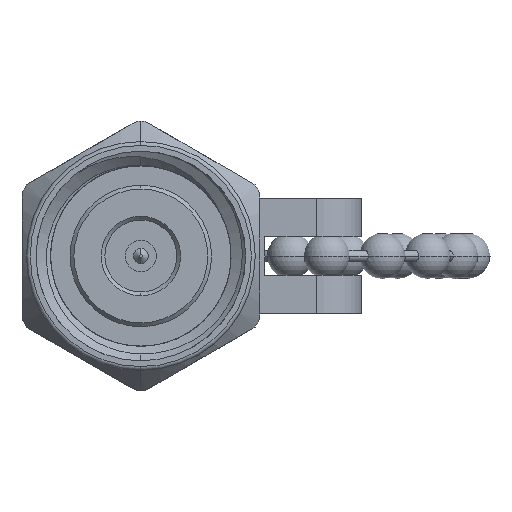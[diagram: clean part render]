
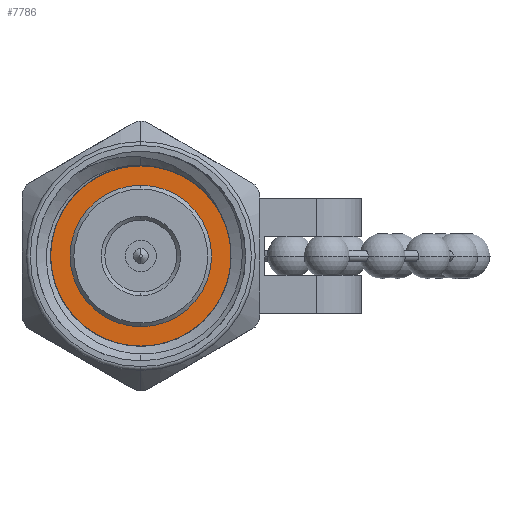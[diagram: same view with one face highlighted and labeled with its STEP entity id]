
A CAD part, left-side view. The second image highlights one B-rep face of the part: STEP entity #7786.
In plain terms, the highlighted planar face has unit normal (-1, 0, 0).
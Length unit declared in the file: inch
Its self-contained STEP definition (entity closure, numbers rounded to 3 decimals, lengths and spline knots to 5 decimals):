
#242 = CIRCLE ( 'NONE', #8088, 0.1378 ) ;
#379 = CARTESIAN_POINT ( 'NONE',  ( -0.17283, 0., -0.09301 ) ) ;
#545 = CARTESIAN_POINT ( 'NONE',  ( -0.17283, -0.06523, 0.11679 ) ) ;
#569 = DIRECTION ( 'NONE',  ( 0., 0., 1. ) ) ;
#610 = B_SPLINE_CURVE_WITH_KNOTS ( 'NONE', 3,
 ( #4306, #11193, #12008, #7076, #5298, #3159 ),
 .UNSPECIFIED., .F., .F.,
 ( 4, 2, 4 ),
 ( 0., 0.00118, 0.00237 ),
 .UNSPECIFIED. ) ;
#630 = CARTESIAN_POINT ( 'NONE',  ( -0.17283, -0.08387, -0.08387 ) ) ;
#715 = CARTESIAN_POINT ( 'NONE',  ( -0.17283, -0.10149, -0.06581 ) ) ;
#728 = DIRECTION ( 'NONE',  ( -1., 0., 0. ) ) ;
#1255 = CARTESIAN_POINT ( 'NONE',  ( -0.17283, 0., 0.09301 ) ) ;
#1284 = DIRECTION ( 'NONE',  ( -1., 0., 0. ) ) ;
#1585 = CARTESIAN_POINT ( 'NONE',  ( -0.17283, -0.12781, 0.00468 ) ) ;
#1669 = CARTESIAN_POINT ( 'NONE',  ( -0.17283, -0.10514, 0.07704 ) ) ;
#2275 = AXIS2_PLACEMENT_3D ( 'NONE', #10658, #9759, #7677 ) ;
#2411 = CARTESIAN_POINT ( 'NONE',  ( -0.17283, 0., 0. ) ) ;
#2601 = ORIENTED_EDGE ( 'NONE', *, *, #6042, .T. ) ;
#2621 = CARTESIAN_POINT ( 'NONE',  ( -0.17283, 0., -0.11862 ) ) ;
#3026 = EDGE_CURVE ( 'NONE', #11088, #6390, #7217, .T. ) ;
#3034 = EDGE_LOOP ( 'NONE', ( #2601, #3967, #6349, #6273 ) ) ;
#3159 = CARTESIAN_POINT ( 'NONE',  ( -0.17283, -0.08387, -0.08387 ) ) ;
#3559 = CARTESIAN_POINT ( 'NONE',  ( -0.17283, -0.04863, 0.12588 ) ) ;
#3758 = CARTESIAN_POINT ( 'NONE',  ( -0.17283, 0., 0.1378 ) ) ;
#3967 = ORIENTED_EDGE ( 'NONE', *, *, #4442, .T. ) ;
#4306 = CARTESIAN_POINT ( 'NONE',  ( -0.17283, 0., -0.11862 ) ) ;
#4442 = EDGE_CURVE ( 'NONE', #10348, #6105, #6726, .T. ) ;
#4553 = EDGE_CURVE ( 'NONE', #7644, #9134, #7447, .T. ) ;
#4579 = CARTESIAN_POINT ( 'NONE',  ( -0.17283, -0.11144, 0.06606 ) ) ;
#4615 = AXIS2_PLACEMENT_3D ( 'NONE', #2411, #1284, #9145 ) ;
#4620 = CARTESIAN_POINT ( 'NONE',  ( -0.17283, -0.11452, -0.04403 ) ) ;
#4716 = AXIS2_PLACEMENT_3D ( 'NONE', #10220, #8307, #569 ) ;
#5096 = EDGE_CURVE ( 'NONE', #6390, #11088, #7321, .T. ) ;
#5298 = CARTESIAN_POINT ( 'NONE',  ( -0.17283, -0.07288, -0.09487 ) ) ;
#5489 = CARTESIAN_POINT ( 'NONE',  ( -0.17283, -0.11419, 0.0603 ) ) ;
#5532 = CARTESIAN_POINT ( 'NONE',  ( -0.17283, -0.04276, 0.12841 ) ) ;
#5617 = CARTESIAN_POINT ( 'NONE',  ( -0.17283, -0.11925, -0.03228 ) ) ;
#6042 = EDGE_CURVE ( 'NONE', #9134, #10348, #242, .T. ) ;
#6105 = VERTEX_POINT ( 'NONE', #2621 ) ;
#6273 = ORIENTED_EDGE ( 'NONE', *, *, #4553, .T. ) ;
#6349 = ORIENTED_EDGE ( 'NONE', *, *, #11890, .T. ) ;
#6390 = VERTEX_POINT ( 'NONE', #379 ) ;
#6596 = CARTESIAN_POINT ( 'NONE',  ( -0.17283, 0., 0.1378 ) ) ;
#6726 = LINE ( 'NONE', #11453, #9808 ) ;
#6831 = PLANE ( 'NONE',  #2275 ) ;
#7076 = CARTESIAN_POINT ( 'NONE',  ( -0.17283, -0.05976, -0.10364 ) ) ;
#7217 = CIRCLE ( 'NONE', #4615, 0.09301 ) ;
#7321 = CIRCLE ( 'NONE', #4716, 0.09301 ) ;
#7432 = FACE_BOUND ( 'NONE', #9949, .T. ) ;
#7447 = B_SPLINE_CURVE_WITH_KNOTS ( 'NONE', 3,
 ( #630, #10486, #715, #4620, #5617, #1585, #7553, #5489, #4579, #1669, #9440, #11424, #12448, #545, #8407, #3559, #5532, #7508, #12362, #6596 ),
 .UNSPECIFIED., .F., .F.,
 ( 4, 2, 2, 2, 2, 2, 2, 2, 2, 4 ),
 ( 0., 0.00096, 0.00191, 0.00383, 0.00431, 0.00479, 0.00574, 0.00622, 0.0067, 0.00766 ),
 .UNSPECIFIED. ) ;
#7508 = CARTESIAN_POINT ( 'NONE',  ( -0.17283, -0.02498, 0.13462 ) ) ;
#7553 = CARTESIAN_POINT ( 'NONE',  ( -0.17283, -0.12564, 0.03101 ) ) ;
#7558 = CARTESIAN_POINT ( 'NONE',  ( -0.17283, -0.08387, -0.08387 ) ) ;
#7644 = VERTEX_POINT ( 'NONE', #7558 ) ;
#7677 = DIRECTION ( 'NONE',  ( 0., 0., 1. ) ) ;
#7786 = ADVANCED_FACE ( 'NONE', ( #7432, #8202 ), #6831, .T. ) ;
#7787 = ORIENTED_EDGE ( 'NONE', *, *, #3026, .F. ) ;
#8088 = AXIS2_PLACEMENT_3D ( 'NONE', #11523, #728, #12638 ) ;
#8202 = FACE_OUTER_BOUND ( 'NONE', #3034, .T. ) ;
#8307 = DIRECTION ( 'NONE',  ( -1., 0., 0. ) ) ;
#8407 = CARTESIAN_POINT ( 'NONE',  ( -0.17283, -0.05986, 0.12007 ) ) ;
#8562 = DIRECTION ( 'NONE',  ( 0., 0., 1. ) ) ;
#9134 = VERTEX_POINT ( 'NONE', #3758 ) ;
#9145 = DIRECTION ( 'NONE',  ( 0., 0., 1. ) ) ;
#9440 = CARTESIAN_POINT ( 'NONE',  ( -0.17283, -0.10161, 0.08225 ) ) ;
#9759 = DIRECTION ( 'NONE',  ( -1., 0., 0. ) ) ;
#9808 = VECTOR ( 'NONE', #8562, 39.37008 ) ;
#9949 = EDGE_LOOP ( 'NONE', ( #10525, #7787 ) ) ;
#10220 = CARTESIAN_POINT ( 'NONE',  ( -0.17283, 0., 0. ) ) ;
#10348 = VERTEX_POINT ( 'NONE', #11835 ) ;
#10486 = CARTESIAN_POINT ( 'NONE',  ( -0.17283, -0.09345, -0.07547 ) ) ;
#10525 = ORIENTED_EDGE ( 'NONE', *, *, #5096, .F. ) ;
#10658 = CARTESIAN_POINT ( 'NONE',  ( -0.17283, 0., 0. ) ) ;
#11088 = VERTEX_POINT ( 'NONE', #1255 ) ;
#11193 = CARTESIAN_POINT ( 'NONE',  ( -0.17283, -0.01555, -0.11862 ) ) ;
#11424 = CARTESIAN_POINT ( 'NONE',  ( -0.17283, -0.08994, 0.09703 ) ) ;
#11453 = CARTESIAN_POINT ( 'NONE',  ( -0.17283, 0., 0. ) ) ;
#11523 = CARTESIAN_POINT ( 'NONE',  ( -0.17283, 0., 0. ) ) ;
#11835 = CARTESIAN_POINT ( 'NONE',  ( -0.17283, 0., -0.1378 ) ) ;
#11890 = EDGE_CURVE ( 'NONE', #6105, #7644, #610, .T. ) ;
#12008 = CARTESIAN_POINT ( 'NONE',  ( -0.17283, -0.03105, -0.11553 ) ) ;
#12362 = CARTESIAN_POINT ( 'NONE',  ( -0.17283, -0.01271, 0.13708 ) ) ;
#12448 = CARTESIAN_POINT ( 'NONE',  ( -0.17283, -0.08059, 0.10588 ) ) ;
#12638 = DIRECTION ( 'NONE',  ( 0., 0., 1. ) ) ;
